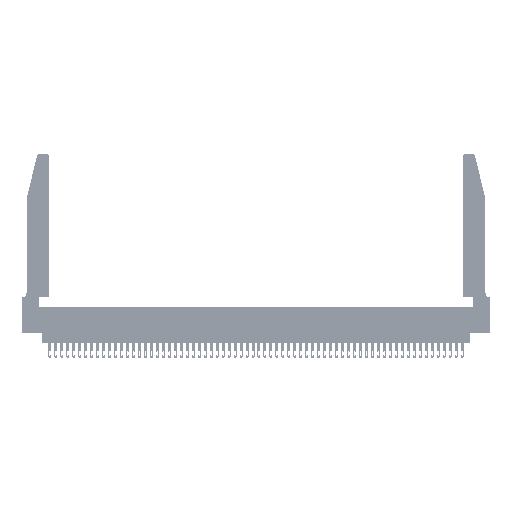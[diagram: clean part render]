
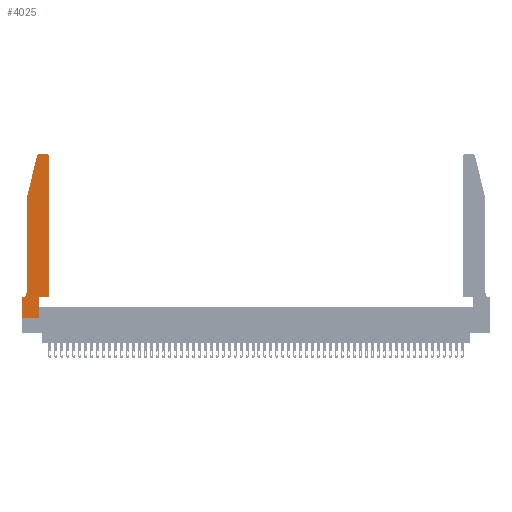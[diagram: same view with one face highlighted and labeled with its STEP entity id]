
A CAD part, top view. The second image highlights one B-rep face of the part: STEP entity #4025.
In plain terms, the highlighted planar face has unit normal (0, 0, 1).
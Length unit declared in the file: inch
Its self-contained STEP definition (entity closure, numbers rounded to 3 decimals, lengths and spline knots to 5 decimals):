
#125 = CARTESIAN_POINT ( 'NONE',  ( 0.2865, 0.35, 0.37 ) ) ;
#230 = AXIS2_PLACEMENT_3D ( 'NONE', #1135, #27235, #49358 ) ;
#510 = AXIS2_PLACEMENT_3D ( 'NONE', #10790, #49777, #23826 ) ;
#817 = DIRECTION ( 'NONE',  ( 0., 1., 0. ) ) ;
#1135 = CARTESIAN_POINT ( 'NONE',  ( 0.4205, 2.72, 0.37 ) ) ;
#1399 = AXIS2_PLACEMENT_3D ( 'NONE', #44988, #31756, #5841 ) ;
#1923 = CARTESIAN_POINT ( 'NONE',  ( 0.284, 2.75, 0.37 ) ) ;
#2869 = ORIENTED_EDGE ( 'NONE', *, *, #17535, .T. ) ;
#3471 = DIRECTION ( 'NONE',  ( -0.239, -0.971, 0. ) ) ;
#3638 = EDGE_LOOP ( 'NONE', ( #10564, #51138, #22755, #52550, #10532, #2869, #26779, #52797, #38257, #21393, #32085, #23202 ) ) ;
#4025 = ADVANCED_FACE ( 'NONE', ( #22219 ), #24586, .T. ) ;
#4859 = VERTEX_POINT ( 'NONE', #36791 ) ;
#5231 = EDGE_CURVE ( 'NONE', #20636, #30268, #51461, .T. ) ;
#5776 = CARTESIAN_POINT ( 'NONE',  ( 0., 0.35, 0.37 ) ) ;
#5841 = DIRECTION ( 'NONE',  ( 1., 0., 0. ) ) ;
#5922 = DIRECTION ( 'NONE',  ( 0., 0., -1. ) ) ;
#6711 = CIRCLE ( 'NONE', #20317, 0.07 ) ;
#6735 = CARTESIAN_POINT ( 'NONE',  ( 0.4505, 0.35, 0.37 ) ) ;
#7986 = VERTEX_POINT ( 'NONE', #5776 ) ;
#8233 = VERTEX_POINT ( 'NONE', #15319 ) ;
#8595 = DIRECTION ( 'NONE',  ( -1., 0., 0. ) ) ;
#8876 = CARTESIAN_POINT ( 'NONE',  ( 0.4205, 2.75, 0.37 ) ) ;
#10532 = ORIENTED_EDGE ( 'NONE', *, *, #47172, .T. ) ;
#10564 = ORIENTED_EDGE ( 'NONE', *, *, #36212, .T. ) ;
#10618 = LINE ( 'NONE', #41283, #53231 ) ;
#10790 = CARTESIAN_POINT ( 'NONE',  ( 0., 0.35, 0.37 ) ) ;
#11191 = DIRECTION ( 'NONE',  ( 1., 0., 0. ) ) ;
#12494 = EDGE_CURVE ( 'NONE', #28383, #25244, #37071, .T. ) ;
#14144 = EDGE_CURVE ( 'NONE', #30268, #19347, #32142, .T. ) ;
#14373 = VECTOR ( 'NONE', #35410, 39.37008 ) ;
#14927 = LINE ( 'NONE', #25613, #46748 ) ;
#15155 = CARTESIAN_POINT ( 'NONE',  ( 0.2605, 2.75, 0.37 ) ) ;
#15319 = CARTESIAN_POINT ( 'NONE',  ( 0.0055, 0.35, 0.37 ) ) ;
#15367 = CARTESIAN_POINT ( 'NONE',  ( 0.0755, 2., 0.37 ) ) ;
#15557 = EDGE_CURVE ( 'NONE', #45261, #4859, #21815, .T. ) ;
#16612 = VERTEX_POINT ( 'NONE', #34935 ) ;
#17184 = DIRECTION ( 'NONE',  ( 1., 0., 0. ) ) ;
#17384 = EDGE_CURVE ( 'NONE', #19347, #16612, #40678, .T. ) ;
#17535 = EDGE_CURVE ( 'NONE', #8233, #7986, #14927, .T. ) ;
#17918 = VECTOR ( 'NONE', #11191, 39.37008 ) ;
#18835 = CARTESIAN_POINT ( 'NONE',  ( 0.2865, 0., 0.37 ) ) ;
#19347 = VERTEX_POINT ( 'NONE', #6735 ) ;
#20317 = AXIS2_PLACEMENT_3D ( 'NONE', #23114, #5922, #31833 ) ;
#20636 = VERTEX_POINT ( 'NONE', #18835 ) ;
#21393 = ORIENTED_EDGE ( 'NONE', *, *, #14144, .T. ) ;
#21815 = LINE ( 'NONE', #53550, #14373 ) ;
#22167 = EDGE_CURVE ( 'NONE', #41403, #20636, #30829, .T. ) ;
#22202 = VERTEX_POINT ( 'NONE', #8876 ) ;
#22219 = FACE_OUTER_BOUND ( 'NONE', #3638, .T. ) ;
#22755 = ORIENTED_EDGE ( 'NONE', *, *, #30819, .T. ) ;
#23114 = CARTESIAN_POINT ( 'NONE',  ( 0.0055, 0.42, 0.37 ) ) ;
#23202 = ORIENTED_EDGE ( 'NONE', *, *, #28937, .T. ) ;
#23826 = DIRECTION ( 'NONE',  ( 1., 0., 0. ) ) ;
#24586 = PLANE ( 'NONE',  #510 ) ;
#25244 = VERTEX_POINT ( 'NONE', #55754 ) ;
#25613 = CARTESIAN_POINT ( 'NONE',  ( 0.0755, 0.35, 0.37 ) ) ;
#26779 = ORIENTED_EDGE ( 'NONE', *, *, #43417, .T. ) ;
#27235 = DIRECTION ( 'NONE',  ( 0., 0., 1. ) ) ;
#27727 = VECTOR ( 'NONE', #817, 39.37008 ) ;
#28300 = LINE ( 'NONE', #37910, #51329 ) ;
#28383 = VERTEX_POINT ( 'NONE', #1923 ) ;
#28937 = EDGE_CURVE ( 'NONE', #16612, #22202, #46782, .T. ) ;
#29053 = DIRECTION ( 'NONE',  ( 0., 1., 0. ) ) ;
#30268 = VERTEX_POINT ( 'NONE', #125 ) ;
#30819 = EDGE_CURVE ( 'NONE', #25244, #45261, #28300, .T. ) ;
#30829 = LINE ( 'NONE', #38577, #48415 ) ;
#31756 = DIRECTION ( 'NONE',  ( 0., 0., 1. ) ) ;
#31833 = DIRECTION ( 'NONE',  ( -1., 0., 0. ) ) ;
#32085 = ORIENTED_EDGE ( 'NONE', *, *, #17384, .T. ) ;
#32142 = LINE ( 'NONE', #44145, #17918 ) ;
#34760 = LINE ( 'NONE', #15155, #42906 ) ;
#34935 = CARTESIAN_POINT ( 'NONE',  ( 0.4505, 2.72, 0.37 ) ) ;
#35410 = DIRECTION ( 'NONE',  ( 0., -1., 0. ) ) ;
#36212 = EDGE_CURVE ( 'NONE', #22202, #28383, #34760, .T. ) ;
#36534 = DIRECTION ( 'NONE',  ( -1., 0., 0. ) ) ;
#36791 = CARTESIAN_POINT ( 'NONE',  ( 0.0755, 0.42, 0.37 ) ) ;
#37071 = CIRCLE ( 'NONE', #1399, 0.03 ) ;
#37910 = CARTESIAN_POINT ( 'NONE',  ( 0.0755, 2., 0.37 ) ) ;
#38257 = ORIENTED_EDGE ( 'NONE', *, *, #5231, .T. ) ;
#38311 = CARTESIAN_POINT ( 'NONE',  ( 0., 0., 0.37 ) ) ;
#38577 = CARTESIAN_POINT ( 'NONE',  ( 0., 0., 0.37 ) ) ;
#39600 = CARTESIAN_POINT ( 'NONE',  ( 0.2865, 0.35, 0.37 ) ) ;
#40678 = LINE ( 'NONE', #54367, #54168 ) ;
#41283 = CARTESIAN_POINT ( 'NONE',  ( 0., 0., 0.37 ) ) ;
#41403 = VERTEX_POINT ( 'NONE', #38311 ) ;
#42906 = VECTOR ( 'NONE', #36534, 39.37008 ) ;
#43417 = EDGE_CURVE ( 'NONE', #7986, #41403, #10618, .T. ) ;
#44145 = CARTESIAN_POINT ( 'NONE',  ( 0.4505, 0.35, 0.37 ) ) ;
#44988 = CARTESIAN_POINT ( 'NONE',  ( 0.284, 2.72, 0.37 ) ) ;
#45261 = VERTEX_POINT ( 'NONE', #15367 ) ;
#45975 = DIRECTION ( 'NONE',  ( 0., -1., 0. ) ) ;
#46748 = VECTOR ( 'NONE', #8595, 39.37008 ) ;
#46782 = CIRCLE ( 'NONE', #230, 0.03 ) ;
#47172 = EDGE_CURVE ( 'NONE', #4859, #8233, #6711, .T. ) ;
#48415 = VECTOR ( 'NONE', #17184, 39.37008 ) ;
#49358 = DIRECTION ( 'NONE',  ( 1., 0., 0. ) ) ;
#49777 = DIRECTION ( 'NONE',  ( 0., 0., 1. ) ) ;
#51138 = ORIENTED_EDGE ( 'NONE', *, *, #12494, .T. ) ;
#51329 = VECTOR ( 'NONE', #3471, 39.37008 ) ;
#51461 = LINE ( 'NONE', #39600, #27727 ) ;
#52550 = ORIENTED_EDGE ( 'NONE', *, *, #15557, .T. ) ;
#52797 = ORIENTED_EDGE ( 'NONE', *, *, #22167, .T. ) ;
#53231 = VECTOR ( 'NONE', #45975, 39.37008 ) ;
#53550 = CARTESIAN_POINT ( 'NONE',  ( 0.0755, 2., 0.37 ) ) ;
#54168 = VECTOR ( 'NONE', #29053, 39.37008 ) ;
#54367 = CARTESIAN_POINT ( 'NONE',  ( 0.4505, 0.35, 0.37 ) ) ;
#55754 = CARTESIAN_POINT ( 'NONE',  ( 0.25487, 2.72718, 0.37 ) ) ;
